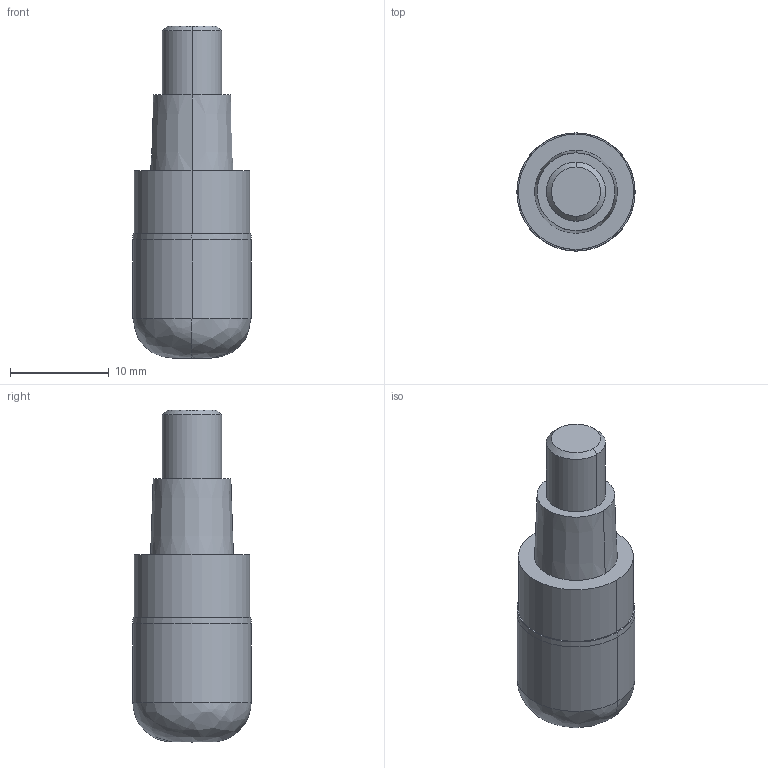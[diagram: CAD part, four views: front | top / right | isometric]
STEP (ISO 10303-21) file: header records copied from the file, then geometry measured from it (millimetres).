
FILE_DESCRIPTION(/* description */ (''),/* implementation_level */ '2;1');
FILE_NAME(/* name */ 'IMX12C4HV120R40012S.stp',/* time_stamp */ '2023-10-12T14:23:59+09:00',/* author */ (''),/* organization */ (''),/* preprocessor_version */ 'ST-DEVELOPER v16',/* originating_system */ 'SIEMENS PLM Software NX 10.0',/* authorisation */ '');
FILE_SCHEMA (('AUTOMOTIVE_DESIGN { 1 0 10303 214 3 1 1 1 }'));
Length unit declared in the file: millimetre
Products named in the file (1): IMX12C4HV120R40012S_ASM
Bounding box: 12 x 12 x 33.7 mm (x, y, z)
Volume: 2599.6 mm3; surface area: 1406.7 mm2
Topology: 2 solids, 2 shells, 21 faces, 43 edges, 35 vertices
Faces by surface type: plane 7, cylinder 6, bspline 4, cone 4
Entity records: 790 total; most frequent: CARTESIAN_POINT 208, DIRECTION 128, ORIENTED_EDGE 76, AXIS2_PLACEMENT_3D 57, EDGE_CURVE 38, CIRCLE 29, EDGE_LOOP 24, VERTEX_POINT 24
